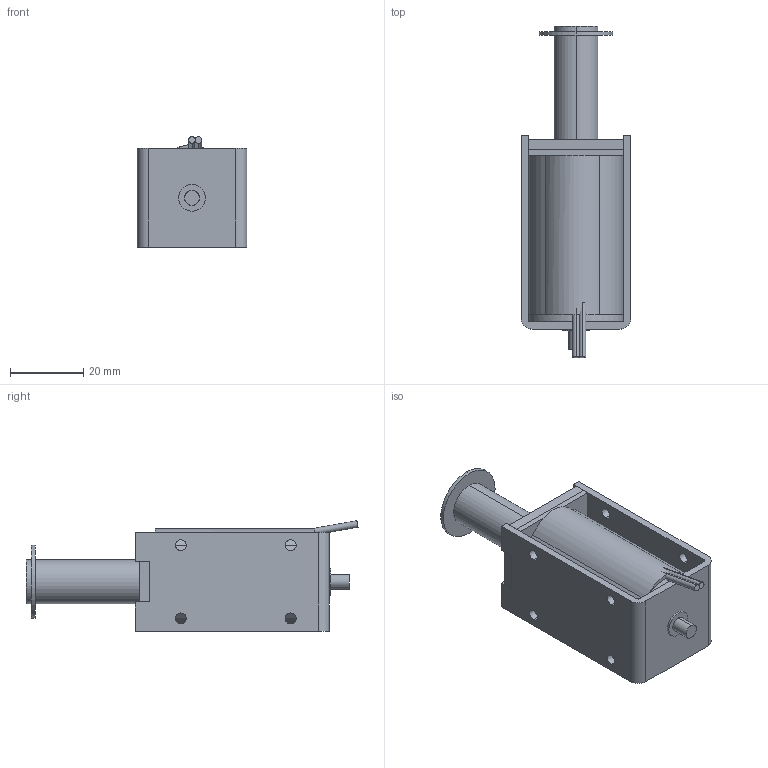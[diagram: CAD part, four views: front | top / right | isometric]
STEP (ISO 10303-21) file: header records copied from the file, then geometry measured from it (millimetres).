
FILE_DESCRIPTION (( 'STEP AP214' ), '1' );
FILE_NAME ('1253H.STEP', '2022-07-28T21:04:13', ( '' ), ( '' ), 'SwSTEP 2.0', 'SolidWorks 2018', '' );
FILE_SCHEMA (( 'AUTOMOTIVE_DESIGN' ));
Length unit declared in the file: millimetre
Products named in the file (1): 1253H
Bounding box: 30 x 90.71 x 30.18 mm (x, y, z)
Volume: 35847.8 mm3; surface area: 19559.8 mm2
Topology: 5 solids, 5 shells, 106 faces, 265 edges, 174 vertices
Faces by surface type: plane 57, cylinder 48, bspline 1
Entity records: 3315 total; most frequent: CARTESIAN_POINT 575, DIRECTION 573, ORIENTED_EDGE 530, EDGE_CURVE 265, AXIS2_PLACEMENT_3D 208, VERTEX_POINT 174, VECTOR 157, LINE 157
